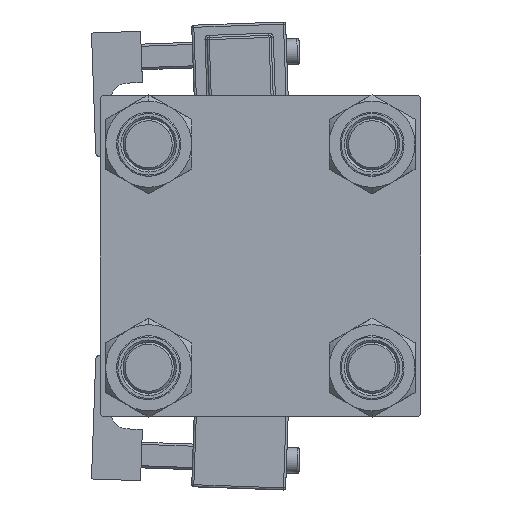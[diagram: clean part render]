
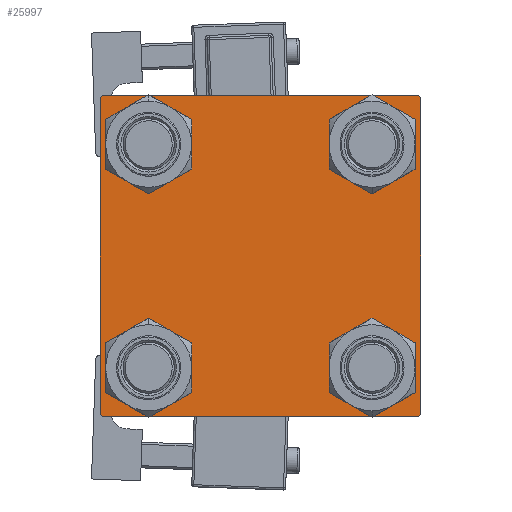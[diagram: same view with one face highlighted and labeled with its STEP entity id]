
A CAD part, left-side view. The second image highlights one B-rep face of the part: STEP entity #25997.
In plain terms, the highlighted planar face has unit normal (-1, 0, 0).
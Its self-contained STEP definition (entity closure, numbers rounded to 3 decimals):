
#246 = CARTESIAN_POINT ( 'NONE',  ( 0., -37.5, -37. ) ) ;
#422 = CARTESIAN_POINT ( 'NONE',  ( 0., 26.15, -26.15 ) ) ;
#704 = CARTESIAN_POINT ( 'NONE',  ( 0., 37., 37.5 ) ) ;
#736 = EDGE_CURVE ( 'NONE', #32757, #35412, #2634, .T. ) ;
#849 = CARTESIAN_POINT ( 'NONE',  ( 0., 26.15, -26.15 ) ) ;
#1058 = ORIENTED_EDGE ( 'NONE', *, *, #25228, .T. ) ;
#1117 = EDGE_LOOP ( 'NONE', ( #46619, #6148 ) ) ;
#1342 = DIRECTION ( 'NONE',  ( 0., 0., 1. ) ) ;
#2634 = LINE ( 'NONE', #18833, #4567 ) ;
#2704 = DIRECTION ( 'NONE',  ( 1., 0., 0. ) ) ;
#2856 = VERTEX_POINT ( 'NONE', #22590 ) ;
#3570 = LINE ( 'NONE', #27737, #44088 ) ;
#3651 = EDGE_CURVE ( 'NONE', #42145, #14834, #4569, .T. ) ;
#4138 = ORIENTED_EDGE ( 'NONE', *, *, #8070, .F. ) ;
#4190 = CARTESIAN_POINT ( 'NONE',  ( 0., 37.5, 37. ) ) ;
#4567 = VECTOR ( 'NONE', #46218, 1000. ) ;
#4569 = LINE ( 'NONE', #32201, #44979 ) ;
#4800 = ORIENTED_EDGE ( 'NONE', *, *, #40177, .T. ) ;
#5304 = DIRECTION ( 'NONE',  ( 0., 0., 1. ) ) ;
#5329 = CARTESIAN_POINT ( 'NONE',  ( 0., -26.15, 26.15 ) ) ;
#5560 = CARTESIAN_POINT ( 'NONE',  ( 0., -26.15, -26.15 ) ) ;
#5573 = CARTESIAN_POINT ( 'NONE',  ( 0., -26.15, -19.65 ) ) ;
#5893 = AXIS2_PLACEMENT_3D ( 'NONE', #849, #12100, #44525 ) ;
#6139 = ORIENTED_EDGE ( 'NONE', *, *, #38235, .F. ) ;
#6148 = ORIENTED_EDGE ( 'NONE', *, *, #29906, .T. ) ;
#6702 = CARTESIAN_POINT ( 'NONE',  ( 0., 37.5, 37.5 ) ) ;
#7033 = VERTEX_POINT ( 'NONE', #29285 ) ;
#7068 = VECTOR ( 'NONE', #43435, 1000. ) ;
#7928 = EDGE_LOOP ( 'NONE', ( #1058, #36230, #4800, #8534, #4138, #18033, #6139, #52192 ) ) ;
#8070 = EDGE_CURVE ( 'NONE', #42145, #35412, #3570, .T. ) ;
#8534 = ORIENTED_EDGE ( 'NONE', *, *, #736, .T. ) ;
#8546 = DIRECTION ( 'NONE',  ( 0., 0.707, 0.707 ) ) ;
#8684 = CIRCLE ( 'NONE', #36681, 6.5 ) ;
#9883 = DIRECTION ( 'NONE',  ( 0., 0., 1. ) ) ;
#10528 = EDGE_CURVE ( 'NONE', #37534, #40600, #11048, .T. ) ;
#11026 = LINE ( 'NONE', #51675, #7068 ) ;
#11048 = LINE ( 'NONE', #23537, #23672 ) ;
#11258 = VERTEX_POINT ( 'NONE', #4190 ) ;
#11596 = CIRCLE ( 'NONE', #28565, 6.5 ) ;
#12014 = DIRECTION ( 'NONE',  ( 0., -1., 0. ) ) ;
#12100 = DIRECTION ( 'NONE',  ( 1., 0., 0. ) ) ;
#12169 = EDGE_CURVE ( 'NONE', #7033, #27391, #50895, .T. ) ;
#12274 = FACE_BOUND ( 'NONE', #1117, .T. ) ;
#12583 = DIRECTION ( 'NONE',  ( 0., 0.707, -0.707 ) ) ;
#13060 = CARTESIAN_POINT ( 'NONE',  ( 0., 26.15, 19.65 ) ) ;
#13759 = LINE ( 'NONE', #40722, #22006 ) ;
#13981 = VERTEX_POINT ( 'NONE', #13060 ) ;
#14834 = VERTEX_POINT ( 'NONE', #33230 ) ;
#15196 = AXIS2_PLACEMENT_3D ( 'NONE', #422, #16633, #32835 ) ;
#15299 = ORIENTED_EDGE ( 'NONE', *, *, #12169, .T. ) ;
#16078 = CIRCLE ( 'NONE', #15196, 6.5 ) ;
#16633 = DIRECTION ( 'NONE',  ( 1., 0., 0. ) ) ;
#16753 = EDGE_CURVE ( 'NONE', #2856, #26999, #36607, .T. ) ;
#17412 = CARTESIAN_POINT ( 'NONE',  ( 0., -37., -37.5 ) ) ;
#17541 = CIRCLE ( 'NONE', #23474, 6.5 ) ;
#18033 = ORIENTED_EDGE ( 'NONE', *, *, #3651, .T. ) ;
#18054 = DIRECTION ( 'NONE',  ( 0., 0., 1. ) ) ;
#18147 = ORIENTED_EDGE ( 'NONE', *, *, #21667, .T. ) ;
#18833 = CARTESIAN_POINT ( 'NONE',  ( 0., -37.25, -37.25 ) ) ;
#18887 = EDGE_CURVE ( 'NONE', #26078, #29389, #8684, .T. ) ;
#19121 = DIRECTION ( 'NONE',  ( 1., 0., 0. ) ) ;
#20013 = CARTESIAN_POINT ( 'NONE',  ( 0., -37.5, 37. ) ) ;
#20934 = CARTESIAN_POINT ( 'NONE',  ( 0., 26.15, 26.15 ) ) ;
#21667 = EDGE_CURVE ( 'NONE', #26999, #2856, #41889, .T. ) ;
#21879 = ORIENTED_EDGE ( 'NONE', *, *, #43947, .T. ) ;
#22006 = VECTOR ( 'NONE', #12014, 1000. ) ;
#22590 = CARTESIAN_POINT ( 'NONE',  ( 0., -26.15, 19.65 ) ) ;
#22618 = VERTEX_POINT ( 'NONE', #30617 ) ;
#23367 = CARTESIAN_POINT ( 'NONE',  ( 0., 26.15, 26.15 ) ) ;
#23474 = AXIS2_PLACEMENT_3D ( 'NONE', #5560, #41461, #5304 ) ;
#23537 = CARTESIAN_POINT ( 'NONE',  ( 0., 37.25, -37.25 ) ) ;
#23672 = VECTOR ( 'NONE', #27253, 1000. ) ;
#23836 = EDGE_LOOP ( 'NONE', ( #21879, #15299 ) ) ;
#24131 = AXIS2_PLACEMENT_3D ( 'NONE', #28484, #44430, #24239 ) ;
#24239 = DIRECTION ( 'NONE',  ( 0., 0., 1. ) ) ;
#24803 = ORIENTED_EDGE ( 'NONE', *, *, #34145, .T. ) ;
#25228 = EDGE_CURVE ( 'NONE', #11258, #37534, #11026, .T. ) ;
#25997 = ADVANCED_FACE ( 'NONE', ( #49196, #28995, #48688, #12274, #41227 ), #45459, .T. ) ;
#26078 = VERTEX_POINT ( 'NONE', #5573 ) ;
#26903 = LINE ( 'NONE', #6702, #44864 ) ;
#26999 = VERTEX_POINT ( 'NONE', #47577 ) ;
#27242 = DIRECTION ( 'NONE',  ( 0., 0., 1. ) ) ;
#27253 = DIRECTION ( 'NONE',  ( 0., -0.707, -0.707 ) ) ;
#27391 = VERTEX_POINT ( 'NONE', #44826 ) ;
#27737 = CARTESIAN_POINT ( 'NONE',  ( 0., -37.5, 37.5 ) ) ;
#28221 = AXIS2_PLACEMENT_3D ( 'NONE', #5329, #37752, #1342 ) ;
#28484 = CARTESIAN_POINT ( 'NONE',  ( 0., 0., 0. ) ) ;
#28565 = AXIS2_PLACEMENT_3D ( 'NONE', #20934, #37141, #33663 ) ;
#28995 = FACE_BOUND ( 'NONE', #31080, .T. ) ;
#29285 = CARTESIAN_POINT ( 'NONE',  ( 0., 26.15, -32.65 ) ) ;
#29389 = VERTEX_POINT ( 'NONE', #40295 ) ;
#29906 = EDGE_CURVE ( 'NONE', #13981, #22618, #36976, .T. ) ;
#30617 = CARTESIAN_POINT ( 'NONE',  ( 0., 26.15, 32.65 ) ) ;
#30671 = EDGE_CURVE ( 'NONE', #40467, #11258, #45011, .T. ) ;
#31080 = EDGE_LOOP ( 'NONE', ( #44449, #24803 ) ) ;
#31172 = VECTOR ( 'NONE', #12583, 1000. ) ;
#32196 = CARTESIAN_POINT ( 'NONE',  ( 0., 37.5, -37. ) ) ;
#32201 = CARTESIAN_POINT ( 'NONE',  ( 0., -37.25, 37.25 ) ) ;
#32289 = CARTESIAN_POINT ( 'NONE',  ( 0., -26.15, 26.15 ) ) ;
#32757 = VERTEX_POINT ( 'NONE', #17412 ) ;
#32835 = DIRECTION ( 'NONE',  ( 0., 0., 1. ) ) ;
#33230 = CARTESIAN_POINT ( 'NONE',  ( 0., -37., 37.5 ) ) ;
#33568 = AXIS2_PLACEMENT_3D ( 'NONE', #23367, #19121, #18054 ) ;
#33663 = DIRECTION ( 'NONE',  ( 0., 0., 1. ) ) ;
#34145 = EDGE_CURVE ( 'NONE', #29389, #26078, #17541, .T. ) ;
#34581 = EDGE_CURVE ( 'NONE', #22618, #13981, #11596, .T. ) ;
#35202 = DIRECTION ( 'NONE',  ( 0., 0., -1. ) ) ;
#35412 = VERTEX_POINT ( 'NONE', #246 ) ;
#36230 = ORIENTED_EDGE ( 'NONE', *, *, #10528, .T. ) ;
#36607 = CIRCLE ( 'NONE', #38295, 6.5 ) ;
#36681 = AXIS2_PLACEMENT_3D ( 'NONE', #42288, #2704, #9883 ) ;
#36976 = CIRCLE ( 'NONE', #33568, 6.5 ) ;
#37141 = DIRECTION ( 'NONE',  ( 1., 0., 0. ) ) ;
#37534 = VERTEX_POINT ( 'NONE', #32196 ) ;
#37752 = DIRECTION ( 'NONE',  ( 1., 0., 0. ) ) ;
#38029 = EDGE_LOOP ( 'NONE', ( #18147, #44186 ) ) ;
#38235 = EDGE_CURVE ( 'NONE', #40467, #14834, #26903, .T. ) ;
#38295 = AXIS2_PLACEMENT_3D ( 'NONE', #32289, #51691, #27242 ) ;
#40177 = EDGE_CURVE ( 'NONE', #40600, #32757, #13759, .T. ) ;
#40295 = CARTESIAN_POINT ( 'NONE',  ( 0., -26.15, -32.65 ) ) ;
#40467 = VERTEX_POINT ( 'NONE', #704 ) ;
#40600 = VERTEX_POINT ( 'NONE', #50366 ) ;
#40722 = CARTESIAN_POINT ( 'NONE',  ( 0., 37.5, -37.5 ) ) ;
#41227 = FACE_OUTER_BOUND ( 'NONE', #7928, .T. ) ;
#41461 = DIRECTION ( 'NONE',  ( 1., 0., 0. ) ) ;
#41889 = CIRCLE ( 'NONE', #28221, 6.5 ) ;
#42145 = VERTEX_POINT ( 'NONE', #20013 ) ;
#42288 = CARTESIAN_POINT ( 'NONE',  ( 0., -26.15, -26.15 ) ) ;
#43435 = DIRECTION ( 'NONE',  ( 0., 0., -1. ) ) ;
#43947 = EDGE_CURVE ( 'NONE', #27391, #7033, #16078, .T. ) ;
#44088 = VECTOR ( 'NONE', #35202, 1000. ) ;
#44186 = ORIENTED_EDGE ( 'NONE', *, *, #16753, .T. ) ;
#44430 = DIRECTION ( 'NONE',  ( -1., 0., 0. ) ) ;
#44449 = ORIENTED_EDGE ( 'NONE', *, *, #18887, .T. ) ;
#44525 = DIRECTION ( 'NONE',  ( 0., 0., 1. ) ) ;
#44826 = CARTESIAN_POINT ( 'NONE',  ( 0., 26.15, -19.65 ) ) ;
#44864 = VECTOR ( 'NONE', #50817, 1000. ) ;
#44979 = VECTOR ( 'NONE', #8546, 1000. ) ;
#45011 = LINE ( 'NONE', #49763, #31172 ) ;
#45459 = PLANE ( 'NONE',  #24131 ) ;
#46218 = DIRECTION ( 'NONE',  ( 0., -0.707, 0.707 ) ) ;
#46619 = ORIENTED_EDGE ( 'NONE', *, *, #34581, .T. ) ;
#47577 = CARTESIAN_POINT ( 'NONE',  ( 0., -26.15, 32.65 ) ) ;
#48688 = FACE_BOUND ( 'NONE', #23836, .T. ) ;
#49196 = FACE_BOUND ( 'NONE', #38029, .T. ) ;
#49763 = CARTESIAN_POINT ( 'NONE',  ( 0., 37.25, 37.25 ) ) ;
#50366 = CARTESIAN_POINT ( 'NONE',  ( 0., 37., -37.5 ) ) ;
#50817 = DIRECTION ( 'NONE',  ( 0., -1., 0. ) ) ;
#50895 = CIRCLE ( 'NONE', #5893, 6.5 ) ;
#51675 = CARTESIAN_POINT ( 'NONE',  ( 0., 37.5, 37.5 ) ) ;
#51691 = DIRECTION ( 'NONE',  ( 1., 0., 0. ) ) ;
#52192 = ORIENTED_EDGE ( 'NONE', *, *, #30671, .T. ) ;
